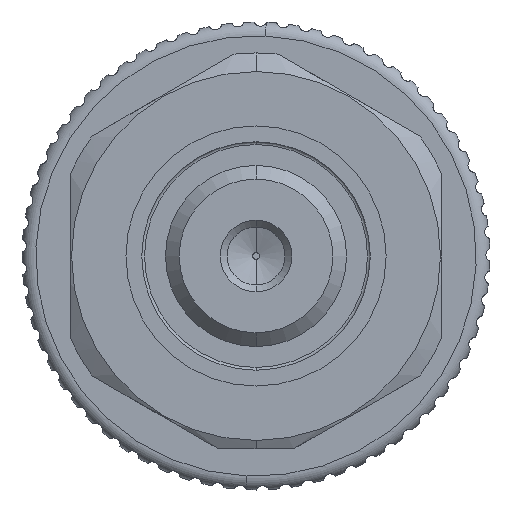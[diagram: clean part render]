
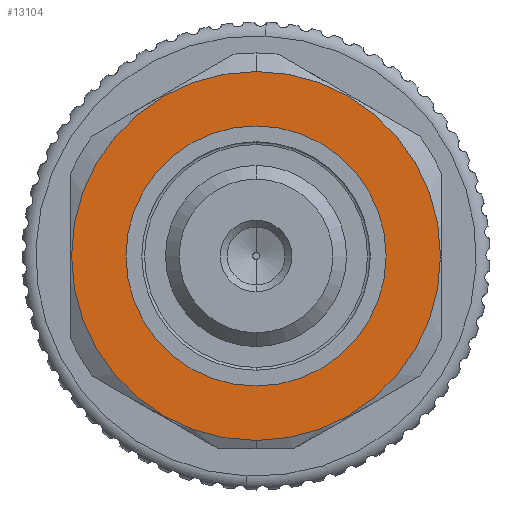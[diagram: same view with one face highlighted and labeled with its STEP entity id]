
A CAD part, front view. The second image highlights one B-rep face of the part: STEP entity #13104.
In plain terms, the highlighted face is planar.
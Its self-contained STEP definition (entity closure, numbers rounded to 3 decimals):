
#341 = AXIS2_PLACEMENT_3D ( 'NONE', #15064, #4209, #8605 ) ;
#648 = EDGE_CURVE ( 'NONE', #9393, #3779, #5327, .T. ) ;
#866 = ORIENTED_EDGE ( 'NONE', *, *, #648, .F. ) ;
#1200 = PLANE ( 'NONE',  #10329 ) ;
#2429 = CARTESIAN_POINT ( 'NONE',  ( 14., 0., -13.4 ) ) ;
#2822 = ORIENTED_EDGE ( 'NONE', *, *, #15703, .T. ) ;
#3001 = DIRECTION ( 'NONE',  ( -1., 0., 0. ) ) ;
#3779 = VERTEX_POINT ( 'NONE', #19001 ) ;
#4008 = AXIS2_PLACEMENT_3D ( 'NONE', #8450, #19173, #8562 ) ;
#4209 = DIRECTION ( 'NONE',  ( -1., 0., 0. ) ) ;
#4541 = DIRECTION ( 'NONE',  ( 0., 0., 1. ) ) ;
#5327 = CIRCLE ( 'NONE', #4008, 9.45 ) ;
#5578 = FACE_OUTER_BOUND ( 'NONE', #11991, .T. ) ;
#6909 = AXIS2_PLACEMENT_3D ( 'NONE', #17993, #8783, #13170 ) ;
#6923 = EDGE_LOOP ( 'NONE', ( #866, #19342 ) ) ;
#7307 = DIRECTION ( 'NONE',  ( 0., 0., -1. ) ) ;
#8031 = CARTESIAN_POINT ( 'NONE',  ( 14., 0., 13.4 ) ) ;
#8450 = CARTESIAN_POINT ( 'NONE',  ( 14., 0., 0. ) ) ;
#8562 = DIRECTION ( 'NONE',  ( 0., 0., 1. ) ) ;
#8605 = DIRECTION ( 'NONE',  ( 0., 0., 1. ) ) ;
#8783 = DIRECTION ( 'NONE',  ( -1., 0., 0. ) ) ;
#9194 = CIRCLE ( 'NONE', #13056, 9.45 ) ;
#9393 = VERTEX_POINT ( 'NONE', #10418 ) ;
#10135 = CIRCLE ( 'NONE', #6909, 13.4 ) ;
#10329 = AXIS2_PLACEMENT_3D ( 'NONE', #10395, #19515, #7307 ) ;
#10395 = CARTESIAN_POINT ( 'NONE',  ( 14., 9.45, 0. ) ) ;
#10418 = CARTESIAN_POINT ( 'NONE',  ( 14., 0., 9.45 ) ) ;
#11407 = ORIENTED_EDGE ( 'NONE', *, *, #17279, .T. ) ;
#11991 = EDGE_LOOP ( 'NONE', ( #11407, #2822 ) ) ;
#12570 = VERTEX_POINT ( 'NONE', #2429 ) ;
#12751 = CIRCLE ( 'NONE', #341, 13.4 ) ;
#13056 = AXIS2_PLACEMENT_3D ( 'NONE', #19845, #3001, #4541 ) ;
#13104 = ADVANCED_FACE ( 'NONE', ( #16889, #5578 ), #1200, .F. ) ;
#13170 = DIRECTION ( 'NONE',  ( 0., 0., 1. ) ) ;
#13180 = EDGE_CURVE ( 'NONE', #3779, #9393, #9194, .T. ) ;
#15064 = CARTESIAN_POINT ( 'NONE',  ( 14., 0., 0. ) ) ;
#15703 = EDGE_CURVE ( 'NONE', #18702, #12570, #10135, .T. ) ;
#16889 = FACE_BOUND ( 'NONE', #6923, .T. ) ;
#17279 = EDGE_CURVE ( 'NONE', #12570, #18702, #12751, .T. ) ;
#17993 = CARTESIAN_POINT ( 'NONE',  ( 14., 0., 0. ) ) ;
#18702 = VERTEX_POINT ( 'NONE', #8031 ) ;
#19001 = CARTESIAN_POINT ( 'NONE',  ( 14., 0., -9.45 ) ) ;
#19173 = DIRECTION ( 'NONE',  ( -1., 0., 0. ) ) ;
#19342 = ORIENTED_EDGE ( 'NONE', *, *, #13180, .F. ) ;
#19515 = DIRECTION ( 'NONE',  ( 1., 0., 0. ) ) ;
#19845 = CARTESIAN_POINT ( 'NONE',  ( 14., 0., 0. ) ) ;
